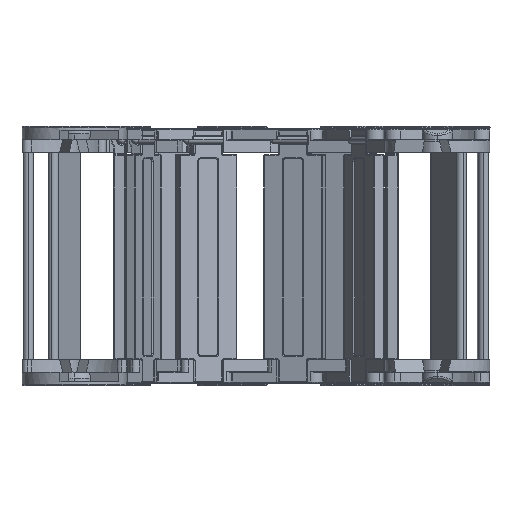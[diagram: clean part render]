
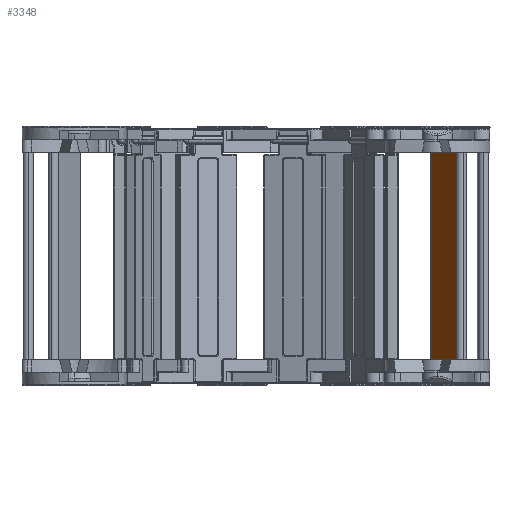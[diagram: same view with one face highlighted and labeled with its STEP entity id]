
A CAD part, left-side view. The second image highlights one B-rep face of the part: STEP entity #3348.
In plain terms, the highlighted face is planar.
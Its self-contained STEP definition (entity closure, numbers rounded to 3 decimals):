
#1027 = CARTESIAN_POINT ( 'NONE',  ( 3.508, -9.985, 37.504 ) ) ;
#1046 = EDGE_CURVE ( 'NONE', #6751, #2983, #7551, .T. ) ;
#1499 = DIRECTION ( 'NONE',  ( 1., 0., 0. ) ) ;
#1976 = VERTEX_POINT ( 'NONE', #10428 ) ;
#2205 = VECTOR ( 'NONE', #3612, 1000. ) ;
#2473 = DIRECTION ( 'NONE',  ( 1., 0., 0. ) ) ;
#2709 = LINE ( 'NONE', #6766, #11264 ) ;
#2873 = CARTESIAN_POINT ( 'NONE',  ( 3.508, -9.985, 77.504 ) ) ;
#2904 = ORIENTED_EDGE ( 'NONE', *, *, #7133, .T. ) ;
#2976 = CARTESIAN_POINT ( 'NONE',  ( -6.492, -9.985, 37.504 ) ) ;
#2983 = VERTEX_POINT ( 'NONE', #1027 ) ;
#3348 = ADVANCED_FACE ( 'NONE', ( #13561 ), #14034, .F. ) ;
#3612 = DIRECTION ( 'NONE',  ( 0., 0., -1. ) ) ;
#4337 = ORIENTED_EDGE ( 'NONE', *, *, #6463, .T. ) ;
#4553 = VECTOR ( 'NONE', #1499, 1000. ) ;
#5271 = DIRECTION ( 'NONE',  ( 1., 0., 0. ) ) ;
#6463 = EDGE_CURVE ( 'NONE', #6751, #1976, #2709, .T. ) ;
#6626 = EDGE_CURVE ( 'NONE', #11304, #2983, #14409, .T. ) ;
#6751 = VERTEX_POINT ( 'NONE', #2976 ) ;
#6766 = CARTESIAN_POINT ( 'NONE',  ( -6.492, -9.985, 77.504 ) ) ;
#7073 = CARTESIAN_POINT ( 'NONE',  ( -7.492, -9.985, 37.504 ) ) ;
#7133 = EDGE_CURVE ( 'NONE', #1976, #11304, #9865, .T. ) ;
#7529 = DIRECTION ( 'NONE',  ( 0., -1., 0. ) ) ;
#7551 = LINE ( 'NONE', #7073, #4553 ) ;
#8947 = DIRECTION ( 'NONE',  ( 0., 0., 1. ) ) ;
#9087 = CARTESIAN_POINT ( 'NONE',  ( 3.508, -9.985, 62.504 ) ) ;
#9653 = ORIENTED_EDGE ( 'NONE', *, *, #6626, .T. ) ;
#9793 = CARTESIAN_POINT ( 'NONE',  ( -7.492, -9.985, 77.504 ) ) ;
#9865 = LINE ( 'NONE', #10364, #11538 ) ;
#10364 = CARTESIAN_POINT ( 'NONE',  ( -7.492, -9.985, 77.504 ) ) ;
#10428 = CARTESIAN_POINT ( 'NONE',  ( -6.492, -9.985, 77.504 ) ) ;
#11099 = EDGE_LOOP ( 'NONE', ( #9653, #11547, #4337, #2904 ) ) ;
#11264 = VECTOR ( 'NONE', #8947, 1000. ) ;
#11304 = VERTEX_POINT ( 'NONE', #2873 ) ;
#11538 = VECTOR ( 'NONE', #2473, 1000. ) ;
#11547 = ORIENTED_EDGE ( 'NONE', *, *, #1046, .F. ) ;
#13173 = AXIS2_PLACEMENT_3D ( 'NONE', #9793, #7529, #5271 ) ;
#13561 = FACE_OUTER_BOUND ( 'NONE', #11099, .T. ) ;
#14034 = PLANE ( 'NONE',  #13173 ) ;
#14409 = LINE ( 'NONE', #9087, #2205 ) ;
